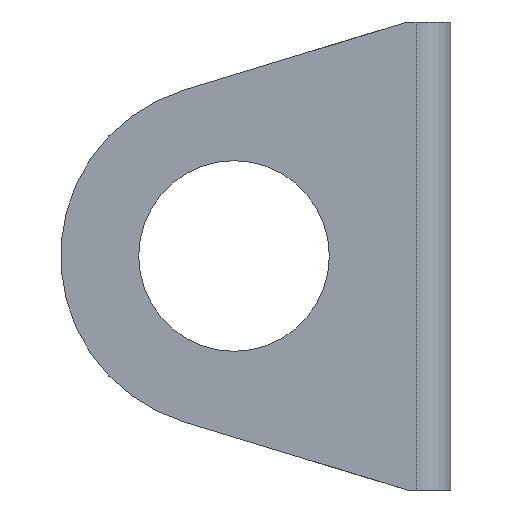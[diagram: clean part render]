
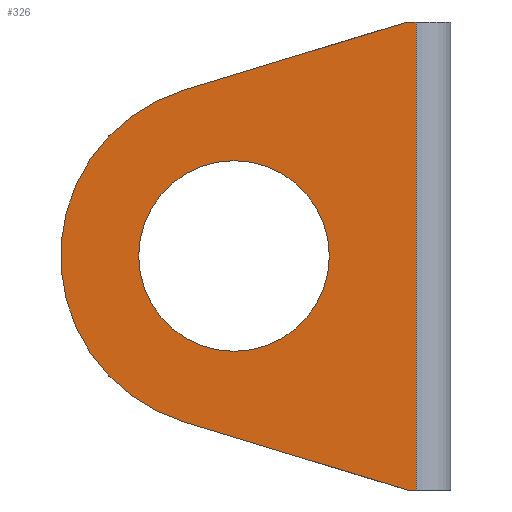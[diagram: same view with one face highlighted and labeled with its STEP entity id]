
A CAD part, left-side view. The second image highlights one B-rep face of the part: STEP entity #326.
In plain terms, the highlighted planar face has unit normal (-1, 0, 0).
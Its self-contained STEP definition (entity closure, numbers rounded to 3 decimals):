
#75=VECTOR('',#393,1.);
#76=VECTOR('',#397,1.);
#77=VECTOR('',#400,1.);
#78=VECTOR('',#401,1.);
#79=VECTOR('',#402,1.);
#100=LINE('',#473,#75);
#101=LINE('',#478,#76);
#102=LINE('',#483,#77);
#103=LINE('',#485,#78);
#104=LINE('',#486,#79);
#130=VERTEX_POINT('',#470);
#131=VERTEX_POINT('',#472);
#132=VERTEX_POINT('',#476);
#133=VERTEX_POINT('',#477);
#134=VERTEX_POINT('',#479);
#135=VERTEX_POINT('',#480);
#136=VERTEX_POINT('',#482);
#137=VERTEX_POINT('',#484);
#149=CIRCLE('',#348,11.);
#150=CIRCLE('',#349,20.);
#174=EDGE_CURVE('',#131,#130,#100,.T.);
#175=EDGE_CURVE('',#132,#133,#149,.T.);
#176=EDGE_CURVE('',#133,#132,#149,.T.);
#177=EDGE_CURVE('',#134,#135,#101,.T.);
#178=EDGE_CURVE('',#136,#135,#150,.T.);
#179=EDGE_CURVE('',#136,#137,#102,.T.);
#180=EDGE_CURVE('',#137,#130,#103,.T.);
#181=EDGE_CURVE('',#134,#131,#104,.T.);
#225=ORIENTED_EDGE('',*,*,#175,.T.);
#226=ORIENTED_EDGE('',*,*,#176,.T.);
#227=ORIENTED_EDGE('',*,*,#177,.T.);
#228=ORIENTED_EDGE('',*,*,#178,.F.);
#229=ORIENTED_EDGE('',*,*,#179,.T.);
#230=ORIENTED_EDGE('',*,*,#180,.T.);
#231=ORIENTED_EDGE('',*,*,#174,.F.);
#232=ORIENTED_EDGE('',*,*,#181,.F.);
#288=EDGE_LOOP('',(#225,#226));
#289=EDGE_LOOP('',(#227,#228,#229,#230,#231,#232));
#309=FACE_BOUND('',#288,.T.);
#310=FACE_BOUND('',#289,.T.);
#326=ADVANCED_FACE('',(#309,#310),#517,.F.);
#347=AXIS2_PLACEMENT_3D('',#474,#394,$);
#348=AXIS2_PLACEMENT_3D('',#475,#395,#396);
#349=AXIS2_PLACEMENT_3D('',#481,#398,#399);
#393=DIRECTION('',(0.,0.,-1.));
#394=DIRECTION('',(1.,0.,0.));
#395=DIRECTION('',(1.,0.,0.));
#396=DIRECTION('',(0.,0.,-11.));
#397=DIRECTION('',(0.,0.957,-0.291));
#398=DIRECTION('',(1.,0.,0.));
#399=DIRECTION('',(0.,0.,-20.));
#400=DIRECTION('',(0.,-0.957,-0.291));
#401=DIRECTION('',(0.,-1.,0.));
#402=DIRECTION('',(0.,-1.,0.));
#470=CARTESIAN_POINT('',(0.,-21.,-27.));
#472=CARTESIAN_POINT('',(0.,-21.,27.));
#473=CARTESIAN_POINT('',(0.,-21.,27.));
#474=CARTESIAN_POINT('',(0.,25.,27.));
#475=CARTESIAN_POINT('',(0.,0.,0.));
#476=CARTESIAN_POINT('',(0.,0.,-11.));
#477=CARTESIAN_POINT('',(0.,0.,11.));
#478=CARTESIAN_POINT('',(0.,-20.,27.));
#479=CARTESIAN_POINT('',(0.,-20.,27.));
#480=CARTESIAN_POINT('',(0.,5.828,19.132));
#481=CARTESIAN_POINT('',(0.,0.,0.));
#482=CARTESIAN_POINT('',(0.,5.828,-19.132));
#483=CARTESIAN_POINT('',(0.,5.828,-19.132));
#484=CARTESIAN_POINT('',(0.,-20.,-27.));
#485=CARTESIAN_POINT('',(0.,-20.,-27.));
#486=CARTESIAN_POINT('',(0.,-20.,27.));
#517=PLANE('',#347);
